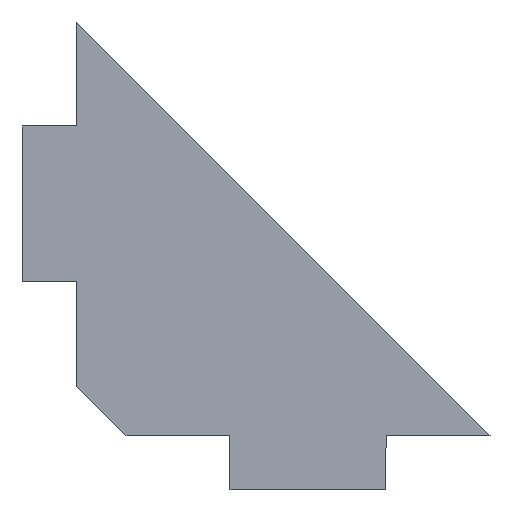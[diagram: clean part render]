
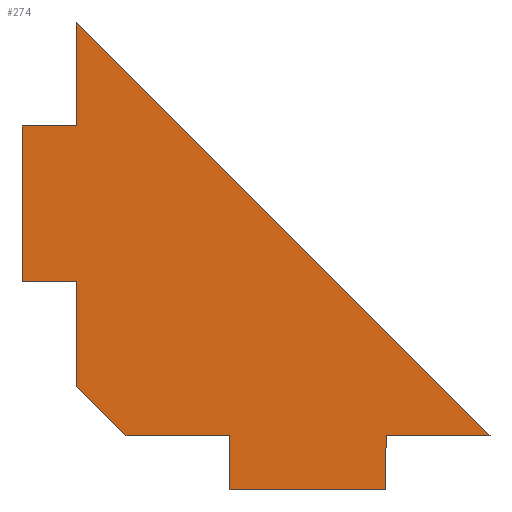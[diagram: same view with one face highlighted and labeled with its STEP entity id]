
A CAD part, front view. The second image highlights one B-rep face of the part: STEP entity #274.
In plain terms, the highlighted planar face has unit normal (0, -1, 0).
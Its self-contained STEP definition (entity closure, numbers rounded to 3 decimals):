
#28=FACE_OUTER_BOUND('',#42,.T.);
#42=EDGE_LOOP('',(#235,#236,#237,#238,#239,#240,#241,#242,#243,#244,#245,
#246));
#45=LINE('',#377,#81);
#49=LINE('',#384,#85);
#52=LINE('',#390,#88);
#55=LINE('',#396,#91);
#58=LINE('',#402,#94);
#61=LINE('',#408,#97);
#64=LINE('',#414,#100);
#67=LINE('',#420,#103);
#70=LINE('',#426,#106);
#73=LINE('',#432,#109);
#76=LINE('',#438,#112);
#78=LINE('',#441,#114);
#81=VECTOR('',#309,10.);
#85=VECTOR('',#315,10.);
#88=VECTOR('',#320,10.);
#91=VECTOR('',#325,10.);
#94=VECTOR('',#330,10.);
#97=VECTOR('',#335,10.);
#100=VECTOR('',#340,10.);
#103=VECTOR('',#345,10.);
#106=VECTOR('',#350,10.);
#109=VECTOR('',#355,10.);
#112=VECTOR('',#360,10.);
#114=VECTOR('',#364,10.);
#117=VERTEX_POINT('',#374);
#118=VERTEX_POINT('',#376);
#120=VERTEX_POINT('',#382);
#122=VERTEX_POINT('',#388);
#124=VERTEX_POINT('',#394);
#126=VERTEX_POINT('',#400);
#128=VERTEX_POINT('',#406);
#130=VERTEX_POINT('',#412);
#132=VERTEX_POINT('',#418);
#134=VERTEX_POINT('',#424);
#136=VERTEX_POINT('',#430);
#138=VERTEX_POINT('',#436);
#141=EDGE_CURVE('',#117,#118,#45,.T.);
#145=EDGE_CURVE('',#120,#117,#49,.T.);
#148=EDGE_CURVE('',#122,#120,#52,.T.);
#151=EDGE_CURVE('',#124,#122,#55,.T.);
#154=EDGE_CURVE('',#126,#124,#58,.T.);
#157=EDGE_CURVE('',#128,#126,#61,.T.);
#160=EDGE_CURVE('',#130,#128,#64,.T.);
#163=EDGE_CURVE('',#132,#130,#67,.T.);
#166=EDGE_CURVE('',#134,#132,#70,.T.);
#169=EDGE_CURVE('',#136,#134,#73,.T.);
#172=EDGE_CURVE('',#138,#136,#76,.T.);
#174=EDGE_CURVE('',#118,#138,#78,.T.);
#235=ORIENTED_EDGE('',*,*,#174,.F.);
#236=ORIENTED_EDGE('',*,*,#141,.F.);
#237=ORIENTED_EDGE('',*,*,#145,.F.);
#238=ORIENTED_EDGE('',*,*,#148,.F.);
#239=ORIENTED_EDGE('',*,*,#151,.F.);
#240=ORIENTED_EDGE('',*,*,#154,.F.);
#241=ORIENTED_EDGE('',*,*,#157,.F.);
#242=ORIENTED_EDGE('',*,*,#160,.F.);
#243=ORIENTED_EDGE('',*,*,#163,.F.);
#244=ORIENTED_EDGE('',*,*,#166,.F.);
#245=ORIENTED_EDGE('',*,*,#169,.F.);
#246=ORIENTED_EDGE('',*,*,#172,.F.);
#260=PLANE('',#302);
#274=ADVANCED_FACE('',(#28),#260,.F.);
#302=AXIS2_PLACEMENT_3D('',#443,#367,#368);
#309=DIRECTION('',(-1.,0.,0.));
#315=DIRECTION('',(0.,0.,-1.));
#320=DIRECTION('',(-1.,0.,0.));
#325=DIRECTION('',(0.707,0.,-0.707));
#330=DIRECTION('',(0.,0.,1.));
#335=DIRECTION('',(1.,0.,0.));
#340=DIRECTION('',(0.,0.,1.));
#345=DIRECTION('',(-1.,0.,0.));
#350=DIRECTION('',(0.,0.,1.));
#355=DIRECTION('',(-0.707,0.,0.707));
#360=DIRECTION('',(-1.,0.,0.));
#364=DIRECTION('',(0.,0.,1.));
#367=DIRECTION('center_axis',(0.,1.,0.));
#368=DIRECTION('ref_axis',(0.,0.,-1.));
#374=CARTESIAN_POINT('',(-45.,275.15,-160.));
#376=CARTESIAN_POINT('',(-60.,275.15,-160.));
#377=CARTESIAN_POINT('',(-45.,275.15,-160.));
#382=CARTESIAN_POINT('',(-45.,275.15,-154.8));
#384=CARTESIAN_POINT('',(-45.,275.15,-154.8));
#388=CARTESIAN_POINT('',(-35.,275.15,-154.8));
#390=CARTESIAN_POINT('',(-35.,275.15,-154.8));
#394=CARTESIAN_POINT('',(-74.8,275.15,-115.));
#396=CARTESIAN_POINT('',(-74.8,275.15,-115.));
#400=CARTESIAN_POINT('',(-74.8,275.15,-125.));
#402=CARTESIAN_POINT('',(-74.8,275.15,-125.));
#406=CARTESIAN_POINT('',(-80.,275.15,-125.));
#408=CARTESIAN_POINT('',(-80.,275.15,-125.));
#412=CARTESIAN_POINT('',(-80.,275.15,-140.));
#414=CARTESIAN_POINT('',(-80.,275.15,1.957));
#418=CARTESIAN_POINT('',(-74.8,275.15,-140.));
#420=CARTESIAN_POINT('',(-74.8,275.15,-140.));
#424=CARTESIAN_POINT('',(-74.8,275.15,-150.));
#426=CARTESIAN_POINT('',(-74.8,275.15,-150.));
#430=CARTESIAN_POINT('',(-70.,275.15,-154.8));
#432=CARTESIAN_POINT('',(-70.,275.15,-154.8));
#436=CARTESIAN_POINT('',(-60.,275.15,-154.8));
#438=CARTESIAN_POINT('',(-60.,275.15,-154.8));
#441=CARTESIAN_POINT('',(-60.,275.15,-154.8));
#443=CARTESIAN_POINT('Origin',(-57.5,275.15,-137.5));
